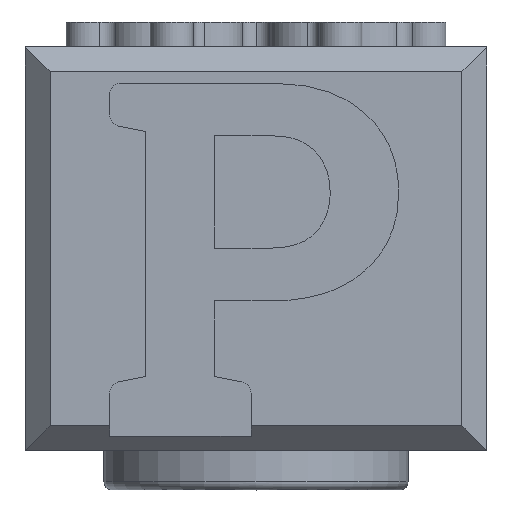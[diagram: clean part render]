
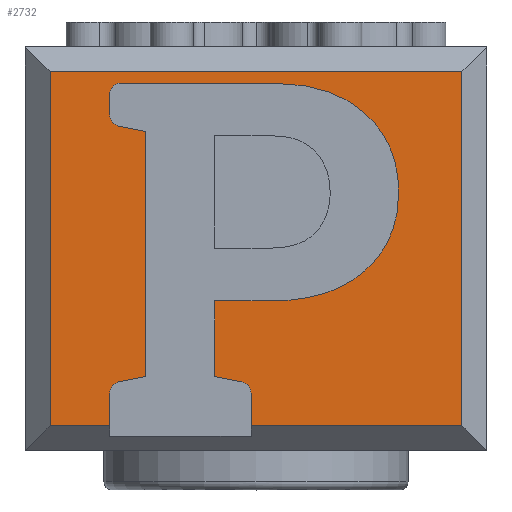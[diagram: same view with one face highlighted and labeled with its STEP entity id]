
A CAD part, left-side view. The second image highlights one B-rep face of the part: STEP entity #2732.
In plain terms, the highlighted planar face has unit normal (-1, 0, 0).
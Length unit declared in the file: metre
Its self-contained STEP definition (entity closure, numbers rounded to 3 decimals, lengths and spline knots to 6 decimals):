
#133=B_SPLINE_CURVE_WITH_KNOTS('',2,(#3921,#3922,#3923),.UNSPECIFIED.,.F.,
 .F.,(3,3),(0.,1.),.PIECEWISE_BEZIER_KNOTS.);
#134=B_SPLINE_CURVE_WITH_KNOTS('',2,(#3925,#3926,#3927),.UNSPECIFIED.,.F.,
 .F.,(3,3),(0.,1.),.PIECEWISE_BEZIER_KNOTS.);
#135=B_SPLINE_CURVE_WITH_KNOTS('',2,(#3929,#3930,#3931),.UNSPECIFIED.,.F.,
 .F.,(3,3),(0.,1.),.PIECEWISE_BEZIER_KNOTS.);
#136=B_SPLINE_CURVE_WITH_KNOTS('',2,(#3933,#3934,#3935),.UNSPECIFIED.,.F.,
 .F.,(3,3),(0.,1.),.PIECEWISE_BEZIER_KNOTS.);
#215=CIRCLE('',#2906,0.001778);
#216=CIRCLE('',#2907,0.001778);
#217=CIRCLE('',#2908,0.001778);
#218=CIRCLE('',#2909,0.001778);
#352=ORIENTED_EDGE('',*,*,#1194,.T.);
#353=ORIENTED_EDGE('',*,*,#1195,.T.);
#354=ORIENTED_EDGE('',*,*,#1196,.T.);
#355=ORIENTED_EDGE('',*,*,#1197,.T.);
#356=ORIENTED_EDGE('',*,*,#1198,.T.);
#357=ORIENTED_EDGE('',*,*,#1199,.T.);
#358=ORIENTED_EDGE('',*,*,#1200,.T.);
#359=ORIENTED_EDGE('',*,*,#1201,.T.);
#360=ORIENTED_EDGE('',*,*,#1202,.T.);
#361=ORIENTED_EDGE('',*,*,#1203,.T.);
#362=ORIENTED_EDGE('',*,*,#1204,.T.);
#363=ORIENTED_EDGE('',*,*,#1205,.T.);
#364=ORIENTED_EDGE('',*,*,#1206,.T.);
#365=ORIENTED_EDGE('',*,*,#1207,.T.);
#366=ORIENTED_EDGE('',*,*,#1208,.T.);
#367=ORIENTED_EDGE('',*,*,#1209,.T.);
#368=ORIENTED_EDGE('',*,*,#1210,.T.);
#369=ORIENTED_EDGE('',*,*,#1211,.T.);
#370=ORIENTED_EDGE('',*,*,#1212,.T.);
#371=ORIENTED_EDGE('',*,*,#1213,.T.);
#372=ORIENTED_EDGE('',*,*,#1214,.T.);
#373=ORIENTED_EDGE('',*,*,#1215,.T.);
#374=ORIENTED_EDGE('',*,*,#1216,.T.);
#1194=EDGE_CURVE('',#1615,#1616,#1907,.T.);
#1195=EDGE_CURVE('',#1616,#1617,#1908,.T.);
#1196=EDGE_CURVE('',#1617,#1618,#215,.T.);
#1197=EDGE_CURVE('',#1618,#1619,#1909,.T.);
#1198=EDGE_CURVE('',#1619,#1620,#1910,.T.);
#1199=EDGE_CURVE('',#1620,#1621,#1911,.T.);
#1200=EDGE_CURVE('',#1621,#1622,#216,.T.);
#1201=EDGE_CURVE('',#1622,#1623,#1912,.T.);
#1202=EDGE_CURVE('',#1623,#1624,#217,.T.);
#1203=EDGE_CURVE('',#1624,#1625,#1913,.T.);
#1204=EDGE_CURVE('',#1625,#1626,#133,.T.);
#1205=EDGE_CURVE('',#1626,#1627,#134,.T.);
#1206=EDGE_CURVE('',#1627,#1628,#135,.T.);
#1207=EDGE_CURVE('',#1628,#1629,#136,.T.);
#1208=EDGE_CURVE('',#1629,#1630,#1914,.T.);
#1209=EDGE_CURVE('',#1630,#1631,#1915,.T.);
#1210=EDGE_CURVE('',#1631,#1632,#1916,.T.);
#1211=EDGE_CURVE('',#1632,#1633,#218,.T.);
#1212=EDGE_CURVE('',#1633,#1634,#1917,.T.);
#1213=EDGE_CURVE('',#1634,#1635,#1918,.T.);
#1214=EDGE_CURVE('',#1635,#1636,#1919,.T.);
#1215=EDGE_CURVE('',#1636,#1637,#1920,.T.);
#1216=EDGE_CURVE('',#1637,#1615,#1921,.T.);
#1615=VERTEX_POINT('',#3901);
#1616=VERTEX_POINT('',#3902);
#1617=VERTEX_POINT('',#3904);
#1618=VERTEX_POINT('',#3906);
#1619=VERTEX_POINT('',#3908);
#1620=VERTEX_POINT('',#3910);
#1621=VERTEX_POINT('',#3912);
#1622=VERTEX_POINT('',#3914);
#1623=VERTEX_POINT('',#3916);
#1624=VERTEX_POINT('',#3918);
#1625=VERTEX_POINT('',#3920);
#1626=VERTEX_POINT('',#3924);
#1627=VERTEX_POINT('',#3928);
#1628=VERTEX_POINT('',#3932);
#1629=VERTEX_POINT('',#3936);
#1630=VERTEX_POINT('',#3938);
#1631=VERTEX_POINT('',#3940);
#1632=VERTEX_POINT('',#3942);
#1633=VERTEX_POINT('',#3944);
#1634=VERTEX_POINT('',#3946);
#1635=VERTEX_POINT('',#3948);
#1636=VERTEX_POINT('',#3950);
#1637=VERTEX_POINT('',#3952);
#1907=LINE('',#3900,#2109);
#1908=LINE('',#3903,#2110);
#1909=LINE('',#3907,#2111);
#1910=LINE('',#3909,#2112);
#1911=LINE('',#3911,#2113);
#1912=LINE('',#3915,#2114);
#1913=LINE('',#3919,#2115);
#1914=LINE('',#3937,#2116);
#1915=LINE('',#3939,#2117);
#1916=LINE('',#3941,#2118);
#1917=LINE('',#3945,#2119);
#1918=LINE('',#3947,#2120);
#1919=LINE('',#3949,#2121);
#1920=LINE('',#3951,#2122);
#1921=LINE('',#3953,#2123);
#2109=VECTOR('',#3172,1.);
#2110=VECTOR('',#3173,1.);
#2111=VECTOR('',#3176,1.);
#2112=VECTOR('',#3177,1.);
#2113=VECTOR('',#3178,1.);
#2114=VECTOR('',#3181,1.);
#2115=VECTOR('',#3184,1.);
#2116=VECTOR('',#3185,1.);
#2117=VECTOR('',#3186,1.);
#2118=VECTOR('',#3187,1.);
#2119=VECTOR('',#3190,1.);
#2120=VECTOR('',#3191,1.);
#2121=VECTOR('',#3192,1.);
#2122=VECTOR('',#3193,1.);
#2123=VECTOR('',#3194,1.);
#2311=EDGE_LOOP('',(#352,#353,#354,#355,#356,#357,#358,#359,#360,#361,#362,
#363,#364,#365,#366,#367,#368,#369,#370,#371,#372,#373,#374));
#2496=FACE_BOUND('',#2311,.T.);
#2687=PLANE('',#2905);
#2732=ADVANCED_FACE('',(#2496),#2687,.F.);
#2905=AXIS2_PLACEMENT_3D('',#3899,#3170,#3171);
#2906=AXIS2_PLACEMENT_3D('',#3905,#3174,#3175);
#2907=AXIS2_PLACEMENT_3D('',#3913,#3179,#3180);
#2908=AXIS2_PLACEMENT_3D('',#3917,#3182,#3183);
#2909=AXIS2_PLACEMENT_3D('',#3943,#3188,#3189);
#3170=DIRECTION('',(1.,0.,0.));
#3171=DIRECTION('',(0.,1.,0.));
#3172=DIRECTION('',(0.,-1.,0.));
#3173=DIRECTION('',(0.,0.,1.));
#3174=DIRECTION('',(1.,0.,0.));
#3175=DIRECTION('',(0.,1.,0.));
#3176=DIRECTION('',(0.,-0.982,0.191));
#3177=DIRECTION('',(0.,0.,1.));
#3178=DIRECTION('',(0.,0.982,0.191));
#3179=DIRECTION('',(1.,0.,0.));
#3180=DIRECTION('',(0.,1.,0.));
#3181=DIRECTION('',(0.,0.,1.));
#3182=DIRECTION('',(1.,0.,0.));
#3183=DIRECTION('',(0.,1.,0.));
#3184=DIRECTION('',(0.,-1.,0.));
#3185=DIRECTION('',(0.,1.,0.));
#3186=DIRECTION('',(0.,0.,-1.));
#3187=DIRECTION('',(0.,-0.982,-0.19));
#3188=DIRECTION('',(1.,0.,0.));
#3189=DIRECTION('',(0.,1.,0.));
#3190=DIRECTION('',(0.,0.,-1.));
#3191=DIRECTION('',(0.,-1.,0.));
#3192=DIRECTION('',(0.,0.,1.));
#3193=DIRECTION('',(0.,1.,0.));
#3194=DIRECTION('',(0.,0.,-1.));
#3899=CARTESIAN_POINT('',(-0.03556,0.,-0.07243));
#3900=CARTESIAN_POINT('',(-0.03556,-0.03556,-0.06227));
#3901=CARTESIAN_POINT('',(-0.03556,0.03175,-0.06227));
#3902=CARTESIAN_POINT('',(-0.03556,0.022564,-0.06227));
#3903=CARTESIAN_POINT('',(-0.03556,0.022564,-0.05892));
#3904=CARTESIAN_POINT('',(-0.03556,0.022564,-0.05722));
#3905=CARTESIAN_POINT('',(-0.03556,0.020786,-0.05722));
#3906=CARTESIAN_POINT('',(-0.03556,0.021125,-0.055475));
#3907=CARTESIAN_POINT('',(-0.03556,0.019763,-0.05521));
#3908=CARTESIAN_POINT('',(-0.03556,0.016962,-0.054666));
#3909=CARTESIAN_POINT('',(-0.03556,0.016962,-0.035769));
#3910=CARTESIAN_POINT('',(-0.03556,0.016962,-0.016872));
#3911=CARTESIAN_POINT('',(-0.03556,0.019763,-0.016328));
#3912=CARTESIAN_POINT('',(-0.03556,0.021125,-0.016064));
#3913=CARTESIAN_POINT('',(-0.03556,0.020786,-0.014318));
#3914=CARTESIAN_POINT('',(-0.03556,0.022564,-0.014318));
#3915=CARTESIAN_POINT('',(-0.03556,0.022564,-0.012601));
#3916=CARTESIAN_POINT('',(-0.03556,0.022564,-0.011196));
#3917=CARTESIAN_POINT('',(-0.03556,0.020786,-0.011196));
#3918=CARTESIAN_POINT('',(-0.03556,0.020786,-0.009418));
#3919=CARTESIAN_POINT('',(-0.03556,0.007227,-0.009418));
#3920=CARTESIAN_POINT('',(-0.03556,-0.002508,-0.009418));
#3921=CARTESIAN_POINT('',(-0.03556,-0.002508,-0.009418));
#3922=CARTESIAN_POINT('',(-0.03556,-0.011549,-0.009418));
#3923=CARTESIAN_POINT('',(-0.03556,-0.016775,-0.014065));
#3924=CARTESIAN_POINT('',(-0.03556,-0.016775,-0.014065));
#3925=CARTESIAN_POINT('',(-0.03556,-0.016775,-0.014065));
#3926=CARTESIAN_POINT('',(-0.03556,-0.022001,-0.018713));
#3927=CARTESIAN_POINT('',(-0.03556,-0.022001,-0.026237));
#3928=CARTESIAN_POINT('',(-0.03556,-0.022001,-0.026237));
#3929=CARTESIAN_POINT('',(-0.03556,-0.022001,-0.026237));
#3930=CARTESIAN_POINT('',(-0.03556,-0.022001,-0.033796));
#3931=CARTESIAN_POINT('',(-0.03556,-0.016775,-0.038391));
#3932=CARTESIAN_POINT('',(-0.03556,-0.016775,-0.038391));
#3933=CARTESIAN_POINT('',(-0.03556,-0.016775,-0.038391));
#3934=CARTESIAN_POINT('',(-0.03556,-0.011549,-0.042987));
#3935=CARTESIAN_POINT('',(-0.03556,-0.002508,-0.042987));
#3936=CARTESIAN_POINT('',(-0.03556,-0.002508,-0.042987));
#3937=CARTESIAN_POINT('',(-0.03556,0.001943,-0.042987));
#3938=CARTESIAN_POINT('',(-0.03556,0.006393,-0.042987));
#3939=CARTESIAN_POINT('',(-0.03556,0.006393,-0.048826));
#3940=CARTESIAN_POINT('',(-0.03556,0.006393,-0.054666));
#3941=CARTESIAN_POINT('',(-0.03556,0.003575,-0.05521));
#3942=CARTESIAN_POINT('',(-0.03556,0.002197,-0.055476));
#3943=CARTESIAN_POINT('',(-0.03556,0.002534,-0.057222));
#3944=CARTESIAN_POINT('',(-0.03556,0.000756,-0.057222));
#3945=CARTESIAN_POINT('',(-0.03556,0.000756,-0.05892));
#3946=CARTESIAN_POINT('',(-0.03556,0.000756,-0.06227));
#3947=CARTESIAN_POINT('',(-0.03556,-0.03556,-0.06227));
#3948=CARTESIAN_POINT('',(-0.03556,-0.03175,-0.06227));
#3949=CARTESIAN_POINT('',(-0.03556,-0.03175,-0.00385));
#3950=CARTESIAN_POINT('',(-0.03556,-0.03175,-0.00766));
#3951=CARTESIAN_POINT('',(-0.03556,0.,-0.00766));
#3952=CARTESIAN_POINT('',(-0.03556,0.03175,-0.00766));
#3953=CARTESIAN_POINT('',(-0.03556,0.03175,-0.07243));
